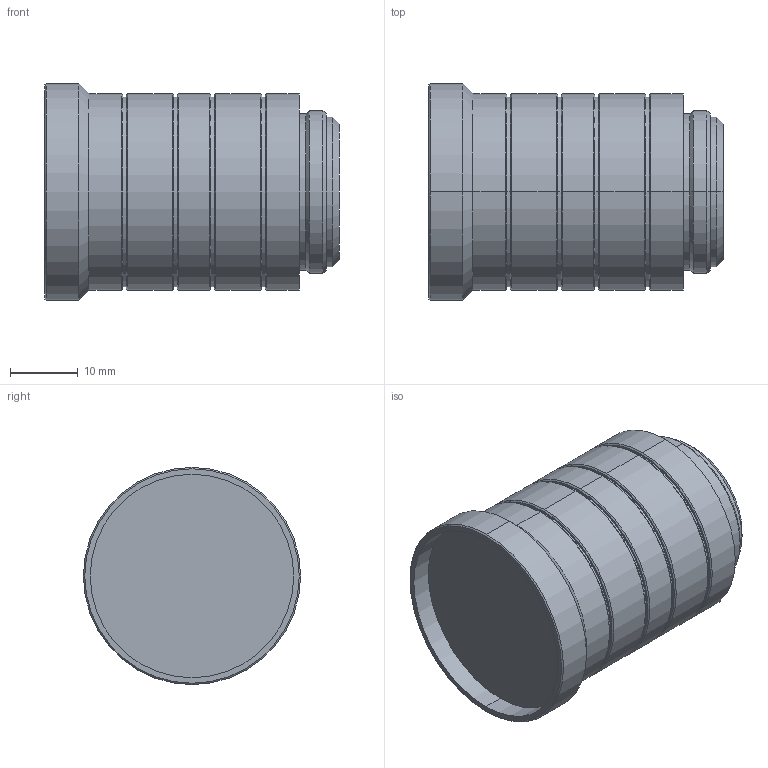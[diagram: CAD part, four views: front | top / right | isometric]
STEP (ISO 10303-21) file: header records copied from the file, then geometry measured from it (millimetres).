
FILE_DESCRIPTION (( 'STEP AP214' ), '1' );
FILE_NAME ('6GF90011BB01_001_STEP.STEP', '2021-03-26T13:49:29', ( '' ), ( '' ), 'SwSTEP 2.0', 'SolidWorks 2019', '' );
FILE_SCHEMA (( 'AUTOMOTIVE_DESIGN' ));
Length unit declared in the file: millimetre
Products named in the file (1): 6GF90011BB01_001_STEP
Bounding box: 43.4 x 32 x 32 mm (x, y, z)
Volume: 25810.3 mm3; surface area: 5948.9 mm2
Topology: 1 solids, 1 shells, 67 faces, 132 edges, 78 vertices
Faces by surface type: cylinder 28, cone 26, plane 13
Entity records: 1956 total; most frequent: DIRECTION 346, CARTESIAN_POINT 278, ORIENTED_EDGE 264, AXIS2_PLACEMENT_3D 146, EDGE_CURVE 132, EDGE_LOOP 78, VERTEX_POINT 78, CIRCLE 78
